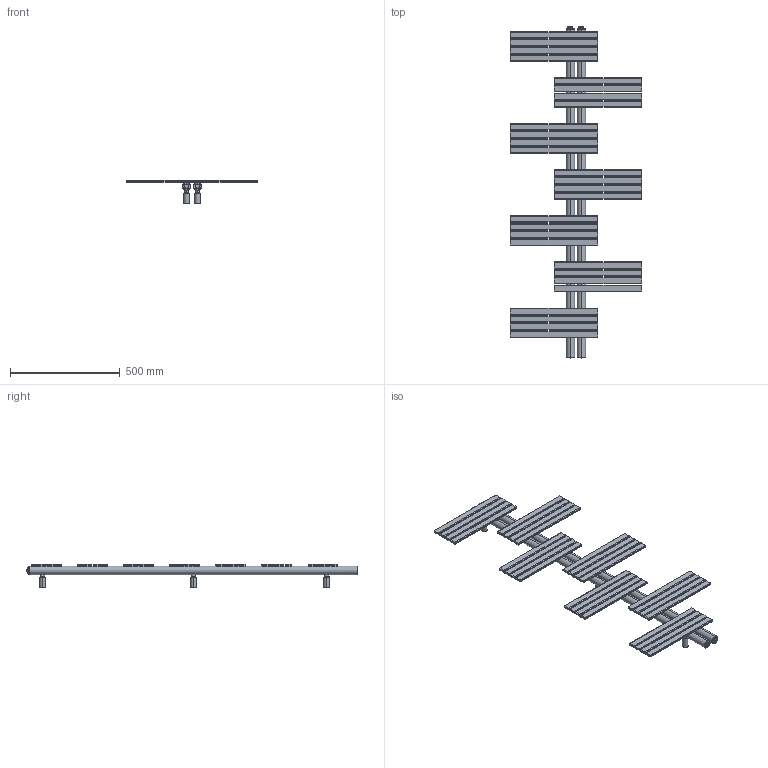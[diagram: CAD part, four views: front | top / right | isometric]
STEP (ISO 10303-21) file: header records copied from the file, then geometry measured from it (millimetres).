
FILE_DESCRIPTION((''),'2;1');
FILE_NAME('3551730130012_3D_SITO_ASM','2022-11-02T09:03:49',('PC132'),(''),'CREO PARAMETRIC BY PTC INC, 2022124','CREO PARAMETRIC BY PTC INC, 2022124','');
FILE_SCHEMA(('AUTOMOTIVE_DESIGN { 1 0 10303 214 1 1 1 1 }'));
Length unit declared in the file: millimetre
Products named in the file (3): 3551730130012_3D_SITO; 1041001240013; 3551730130012_3D_SITO_ASM
Assembly tree (3 placements, depth 2):
  3551730130012_3D_SITO_ASM
    3551730130012_3D_SITO
    1041001240013  x2
Bounding box: 600 x 1513 x 109 mm (x, y, z)
Volume: 6803122.2 mm3; surface area: 1249973.6 mm2
Topology: 32 solids, 34 shells, 1029 faces, 2247 edges, 1296 vertices
Faces by surface type: cylinder 434, plane 251, bspline 244, torus 76, cone 16, sphere 8
Entity records: 38567 total; most frequent: CARTESIAN_POINT 9048, DIRECTION 4602, ORIENTED_EDGE 3924, PRESENTATION_STYLE_ASSIGNMENT 2198, STYLED_ITEM 2129, CURVE_STYLE 2098, EDGE_CURVE 1962, AXIS2_PLACEMENT_3D 1832
